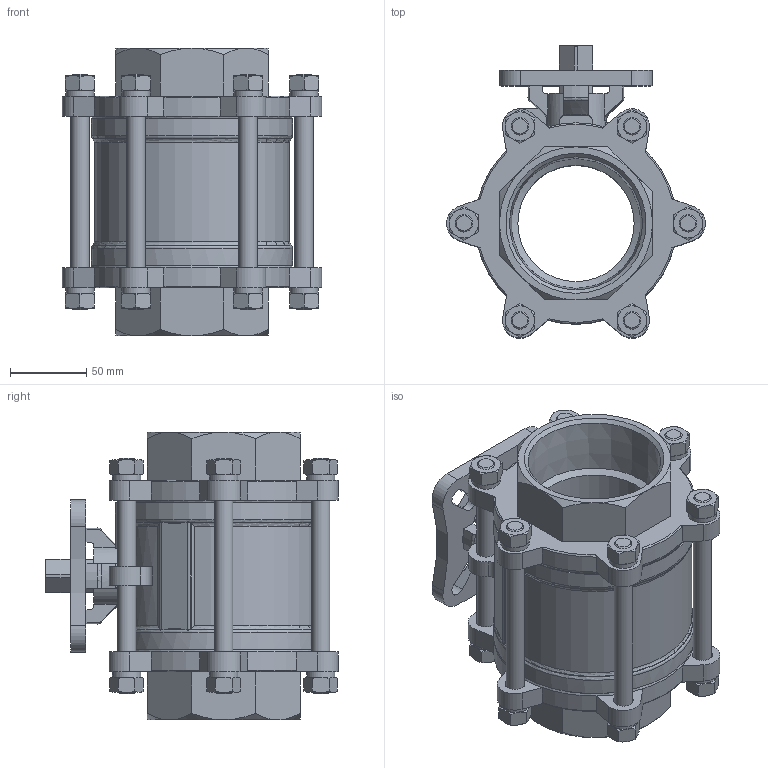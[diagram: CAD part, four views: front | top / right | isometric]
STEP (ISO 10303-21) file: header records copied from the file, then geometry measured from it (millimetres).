
FILE_DESCRIPTION(/* description */ ('STEP AP214'),/* implementation_level */ '2;1');
FILE_NAME(/* name */ '4809124_VZBE-3-T-63-T-2-F0710-V15V16',/* time_stamp */ '2024-09-18T02:23:27+02:00',/* author */ ('License CC BY-ND 4.0'),/* organization */ ('CADENAS'),/* preprocessor_version */ 'ST-DEVELOPER v19.3',/* originating_system */ 'PARTsolutions',/* authorisation */ ' ');
FILE_SCHEMA (('AUTOMOTIVE_DESIGN {1 0 10303 214 3 1 1}'));
Length unit declared in the file: millimetre
Products named in the file (1): 4809124 VZBE-3-T-63-T-2-F0710-V15V16
Bounding box: 169.5 x 191.24 x 188 mm (x, y, z)
Volume: 1502853.6 mm3; surface area: 221975.9 mm2
Topology: 1 solids, 1 shells, 601 faces, 1481 edges, 928 vertices
Faces by surface type: plane 243, cone 195, cylinder 126, torus 37
Full cylindrical faces by diameter (mm): 12 x7, 13 x12, 18.5 x12, 47 x1, 76 x1, 131.5 x1
Entity records: 17853 total; most frequent: CARTESIAN_POINT 4406, ORIENTED_EDGE 2818, DIRECTION 2652, EDGE_CURVE 1409, AXIS2_PLACEMENT_3D 1108, VERTEX_POINT 911, EDGE_LOOP 734, FACE_BOUND 734
